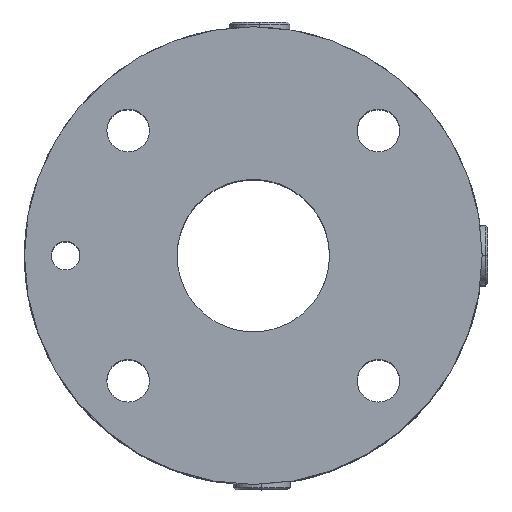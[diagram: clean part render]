
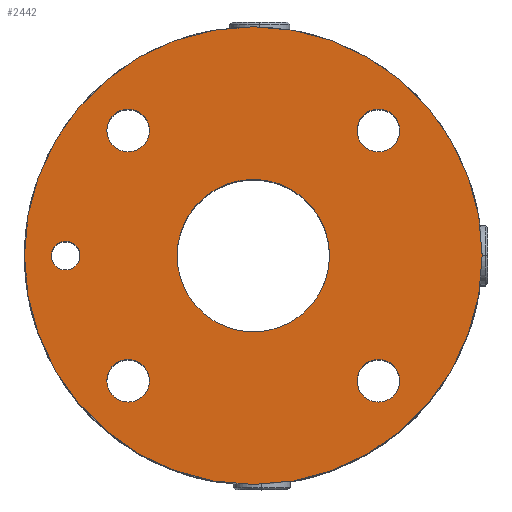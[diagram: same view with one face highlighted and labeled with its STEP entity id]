
A CAD part, top view. The second image highlights one B-rep face of the part: STEP entity #2442.
In plain terms, the highlighted planar face has unit normal (0, 0, 1).
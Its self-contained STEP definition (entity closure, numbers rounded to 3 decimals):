
#517 = CIRCLE ( 'NONE', #27896, 0.889 ) ;
#653 = FACE_BOUND ( 'NONE', #26643, .T. ) ;
#1007 = EDGE_LOOP ( 'NONE', ( #17834, #21257 ) ) ;
#1342 = DIRECTION ( 'NONE',  ( 0., 0., 1. ) ) ;
#2111 = DIRECTION ( 'NONE',  ( 1., 0., 0. ) ) ;
#2442 = ADVANCED_FACE ( 'NONE', ( #26816, #653, #19729, #14087, #25361, #18983, #12601 ), #21308, .T. ) ;
#2666 = CARTESIAN_POINT ( 'NONE',  ( 5.207, -5.207, 3.56 ) ) ;
#2802 = DIRECTION ( 'NONE',  ( 0., 0., 1. ) ) ;
#2879 = CARTESIAN_POINT ( 'NONE',  ( -7.81, 0., 3.56 ) ) ;
#3586 = EDGE_CURVE ( 'NONE', #20307, #8271, #24543, .T. ) ;
#3627 = DIRECTION ( 'NONE',  ( 0., 0., 1. ) ) ;
#4232 = AXIS2_PLACEMENT_3D ( 'NONE', #23437, #9028, #25799 ) ;
#4238 = EDGE_CURVE ( 'NONE', #26181, #12747, #8746, .T. ) ;
#4636 = EDGE_CURVE ( 'NONE', #10620, #22115, #517, .T. ) ;
#4853 = AXIS2_PLACEMENT_3D ( 'NONE', #2666, #19396, #5042 ) ;
#4934 = CARTESIAN_POINT ( 'NONE',  ( 9.525, 0., 3.56 ) ) ;
#4955 = ORIENTED_EDGE ( 'NONE', *, *, #9303, .F. ) ;
#5016 = CARTESIAN_POINT ( 'NONE',  ( -5.207, -5.207, 3.56 ) ) ;
#5042 = DIRECTION ( 'NONE',  ( 1., 0., 0. ) ) ;
#5197 = CARTESIAN_POINT ( 'NONE',  ( 5.207, 5.207, 3.56 ) ) ;
#5252 = DIRECTION ( 'NONE',  ( 1., 0., 0. ) ) ;
#6460 = VERTEX_POINT ( 'NONE', #4934 ) ;
#6475 = EDGE_CURVE ( 'NONE', #12426, #20658, #12623, .T. ) ;
#6824 = ORIENTED_EDGE ( 'NONE', *, *, #20773, .F. ) ;
#7340 = AXIS2_PLACEMENT_3D ( 'NONE', #7657, #24436, #10064 ) ;
#7422 = DIRECTION ( 'NONE',  ( 1., 0., 0. ) ) ;
#7577 = DIRECTION ( 'NONE',  ( 1., 0., 0. ) ) ;
#7657 = CARTESIAN_POINT ( 'NONE',  ( -5.207, 5.207, 3.56 ) ) ;
#7690 = EDGE_CURVE ( 'NONE', #25377, #6460, #11058, .T. ) ;
#7703 = CARTESIAN_POINT ( 'NONE',  ( 4.318, -5.207, 3.56 ) ) ;
#7969 = CARTESIAN_POINT ( 'NONE',  ( -4.318, -5.207, 3.56 ) ) ;
#8172 = AXIS2_PLACEMENT_3D ( 'NONE', #5197, #21969, #7577 ) ;
#8271 = VERTEX_POINT ( 'NONE', #13071 ) ;
#8351 = AXIS2_PLACEMENT_3D ( 'NONE', #17121, #2802, #19526 ) ;
#8511 = ORIENTED_EDGE ( 'NONE', *, *, #28331, .F. ) ;
#8700 = DIRECTION ( 'NONE',  ( 0., 0., 1. ) ) ;
#8746 = CIRCLE ( 'NONE', #8172, 0.889 ) ;
#9028 = DIRECTION ( 'NONE',  ( 0., 0., 1. ) ) ;
#9148 = CARTESIAN_POINT ( 'NONE',  ( 0., 0., 3.56 ) ) ;
#9205 = AXIS2_PLACEMENT_3D ( 'NONE', #10678, #27404, #13081 ) ;
#9225 = CIRCLE ( 'NONE', #20631, 0.889 ) ;
#9303 = EDGE_CURVE ( 'NONE', #22115, #10620, #23395, .T. ) ;
#9325 = DIRECTION ( 'NONE',  ( 1., 0., 0. ) ) ;
#10064 = DIRECTION ( 'NONE',  ( 1., 0., 0. ) ) ;
#10289 = EDGE_CURVE ( 'NONE', #20658, #12426, #24816, .T. ) ;
#10351 = CARTESIAN_POINT ( 'NONE',  ( -5.207, 5.207, 3.56 ) ) ;
#10417 = CARTESIAN_POINT ( 'NONE',  ( -8.407, 0., 3.56 ) ) ;
#10620 = VERTEX_POINT ( 'NONE', #17403 ) ;
#10678 = CARTESIAN_POINT ( 'NONE',  ( 5.207, 5.207, 3.56 ) ) ;
#10932 = CIRCLE ( 'NONE', #13848, 3.175 ) ;
#11058 = CIRCLE ( 'NONE', #29746, 9.525 ) ;
#11578 = DIRECTION ( 'NONE',  ( 1., 0., 0. ) ) ;
#12236 = AXIS2_PLACEMENT_3D ( 'NONE', #30680, #16413, #2111 ) ;
#12426 = VERTEX_POINT ( 'NONE', #7703 ) ;
#12564 = EDGE_LOOP ( 'NONE', ( #4955, #17540 ) ) ;
#12601 = FACE_BOUND ( 'NONE', #27463, .T. ) ;
#12623 = CIRCLE ( 'NONE', #4853, 0.889 ) ;
#12735 = DIRECTION ( 'NONE',  ( 1., 0., 0. ) ) ;
#12747 = VERTEX_POINT ( 'NONE', #13959 ) ;
#13071 = CARTESIAN_POINT ( 'NONE',  ( 3.175, 0., 3.56 ) ) ;
#13081 = DIRECTION ( 'NONE',  ( 1., 0., 0. ) ) ;
#13615 = ORIENTED_EDGE ( 'NONE', *, *, #17708, .F. ) ;
#13715 = VERTEX_POINT ( 'NONE', #20324 ) ;
#13848 = AXIS2_PLACEMENT_3D ( 'NONE', #9148, #25901, #11578 ) ;
#13867 = CARTESIAN_POINT ( 'NONE',  ( -7.214, 0., 3.56 ) ) ;
#13923 = CIRCLE ( 'NONE', #18099, 9.525 ) ;
#13959 = CARTESIAN_POINT ( 'NONE',  ( 6.096, 5.207, 3.56 ) ) ;
#14087 = FACE_OUTER_BOUND ( 'NONE', #30175, .T. ) ;
#15472 = CIRCLE ( 'NONE', #9205, 0.889 ) ;
#15639 = CARTESIAN_POINT ( 'NONE',  ( 0., 0., 3.56 ) ) ;
#16325 = CIRCLE ( 'NONE', #19599, 0.597 ) ;
#16413 = DIRECTION ( 'NONE',  ( 0., 0., 1. ) ) ;
#16480 = CARTESIAN_POINT ( 'NONE',  ( 0., 0., 3.56 ) ) ;
#16531 = CARTESIAN_POINT ( 'NONE',  ( -3.175, 0., 3.56 ) ) ;
#17121 = CARTESIAN_POINT ( 'NONE',  ( 0., 0., 3.56 ) ) ;
#17316 = CIRCLE ( 'NONE', #12236, 0.597 ) ;
#17403 = CARTESIAN_POINT ( 'NONE',  ( -4.318, 5.207, 3.56 ) ) ;
#17540 = ORIENTED_EDGE ( 'NONE', *, *, #4636, .F. ) ;
#17608 = EDGE_LOOP ( 'NONE', ( #13615, #6824 ) ) ;
#17708 = EDGE_CURVE ( 'NONE', #13715, #21701, #9225, .T. ) ;
#17834 = ORIENTED_EDGE ( 'NONE', *, *, #6475, .F. ) ;
#17961 = CARTESIAN_POINT ( 'NONE',  ( 0., 0., 3.56 ) ) ;
#18052 = DIRECTION ( 'NONE',  ( 1., 0., 0. ) ) ;
#18088 = CARTESIAN_POINT ( 'NONE',  ( 6.096, -5.207, 3.56 ) ) ;
#18099 = AXIS2_PLACEMENT_3D ( 'NONE', #15639, #1342, #18052 ) ;
#18964 = AXIS2_PLACEMENT_3D ( 'NONE', #16480, #23711, #9325 ) ;
#18983 = FACE_BOUND ( 'NONE', #22841, .T. ) ;
#19194 = VERTEX_POINT ( 'NONE', #13867 ) ;
#19396 = DIRECTION ( 'NONE',  ( 0., 0., 1. ) ) ;
#19406 = AXIS2_PLACEMENT_3D ( 'NONE', #23103, #8700, #25469 ) ;
#19526 = DIRECTION ( 'NONE',  ( 1., 0., 0. ) ) ;
#19599 = AXIS2_PLACEMENT_3D ( 'NONE', #2879, #19604, #5252 ) ;
#19604 = DIRECTION ( 'NONE',  ( 0., 0., 1. ) ) ;
#19729 = FACE_BOUND ( 'NONE', #17608, .T. ) ;
#20307 = VERTEX_POINT ( 'NONE', #16531 ) ;
#20324 = CARTESIAN_POINT ( 'NONE',  ( -6.096, -5.207, 3.56 ) ) ;
#20359 = DIRECTION ( 'NONE',  ( 1., 0., 0. ) ) ;
#20631 = AXIS2_PLACEMENT_3D ( 'NONE', #5016, #21789, #7422 ) ;
#20658 = VERTEX_POINT ( 'NONE', #18088 ) ;
#20773 = EDGE_CURVE ( 'NONE', #21701, #13715, #21473, .T. ) ;
#21033 = ORIENTED_EDGE ( 'NONE', *, *, #4238, .F. ) ;
#21122 = EDGE_CURVE ( 'NONE', #6460, #25377, #13923, .T. ) ;
#21257 = ORIENTED_EDGE ( 'NONE', *, *, #10289, .F. ) ;
#21303 = ORIENTED_EDGE ( 'NONE', *, *, #28336, .F. ) ;
#21308 = PLANE ( 'NONE',  #18964 ) ;
#21473 = CIRCLE ( 'NONE', #4232, 0.889 ) ;
#21701 = VERTEX_POINT ( 'NONE', #7969 ) ;
#21789 = DIRECTION ( 'NONE',  ( 0., 0., 1. ) ) ;
#21969 = DIRECTION ( 'NONE',  ( 0., 0., 1. ) ) ;
#22115 = VERTEX_POINT ( 'NONE', #28864 ) ;
#22241 = ORIENTED_EDGE ( 'NONE', *, *, #27709, .F. ) ;
#22841 = EDGE_LOOP ( 'NONE', ( #29253, #8511 ) ) ;
#23103 = CARTESIAN_POINT ( 'NONE',  ( 5.207, -5.207, 3.56 ) ) ;
#23395 = CIRCLE ( 'NONE', #7340, 0.889 ) ;
#23437 = CARTESIAN_POINT ( 'NONE',  ( -5.207, -5.207, 3.56 ) ) ;
#23711 = DIRECTION ( 'NONE',  ( 0., 0., 1. ) ) ;
#23802 = ORIENTED_EDGE ( 'NONE', *, *, #21122, .T. ) ;
#24436 = DIRECTION ( 'NONE',  ( 0., 0., 1. ) ) ;
#24469 = VERTEX_POINT ( 'NONE', #10417 ) ;
#24543 = CIRCLE ( 'NONE', #8351, 3.175 ) ;
#24692 = ORIENTED_EDGE ( 'NONE', *, *, #7690, .T. ) ;
#24816 = CIRCLE ( 'NONE', #19406, 0.889 ) ;
#24950 = EDGE_CURVE ( 'NONE', #19194, #24469, #16325, .T. ) ;
#25361 = FACE_BOUND ( 'NONE', #1007, .T. ) ;
#25377 = VERTEX_POINT ( 'NONE', #28744 ) ;
#25469 = DIRECTION ( 'NONE',  ( 1., 0., 0. ) ) ;
#25799 = DIRECTION ( 'NONE',  ( 1., 0., 0. ) ) ;
#25901 = DIRECTION ( 'NONE',  ( 0., 0., 1. ) ) ;
#26181 = VERTEX_POINT ( 'NONE', #27744 ) ;
#26643 = EDGE_LOOP ( 'NONE', ( #21303, #29510 ) ) ;
#26816 = FACE_BOUND ( 'NONE', #12564, .T. ) ;
#27068 = DIRECTION ( 'NONE',  ( 0., 0., 1. ) ) ;
#27404 = DIRECTION ( 'NONE',  ( 0., 0., 1. ) ) ;
#27463 = EDGE_LOOP ( 'NONE', ( #21033, #22241 ) ) ;
#27709 = EDGE_CURVE ( 'NONE', #12747, #26181, #15472, .T. ) ;
#27744 = CARTESIAN_POINT ( 'NONE',  ( 4.318, 5.207, 3.56 ) ) ;
#27896 = AXIS2_PLACEMENT_3D ( 'NONE', #10351, #27068, #12735 ) ;
#28331 = EDGE_CURVE ( 'NONE', #8271, #20307, #10932, .T. ) ;
#28336 = EDGE_CURVE ( 'NONE', #24469, #19194, #17316, .T. ) ;
#28744 = CARTESIAN_POINT ( 'NONE',  ( -9.525, 0., 3.56 ) ) ;
#28864 = CARTESIAN_POINT ( 'NONE',  ( -6.096, 5.207, 3.56 ) ) ;
#29253 = ORIENTED_EDGE ( 'NONE', *, *, #3586, .F. ) ;
#29510 = ORIENTED_EDGE ( 'NONE', *, *, #24950, .F. ) ;
#29746 = AXIS2_PLACEMENT_3D ( 'NONE', #17961, #3627, #20359 ) ;
#30175 = EDGE_LOOP ( 'NONE', ( #24692, #23802 ) ) ;
#30680 = CARTESIAN_POINT ( 'NONE',  ( -7.81, 0., 3.56 ) ) ;
